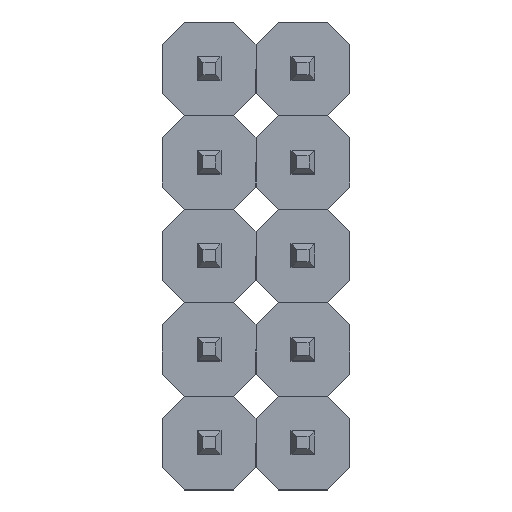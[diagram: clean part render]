
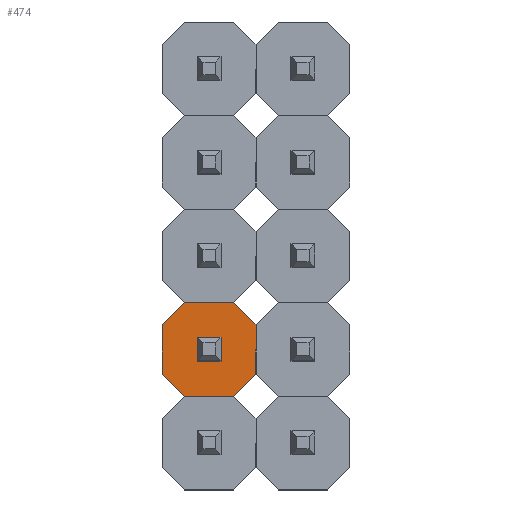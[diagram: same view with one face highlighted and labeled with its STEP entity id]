
A CAD part, top view. The second image highlights one B-rep face of the part: STEP entity #474.
In plain terms, the highlighted planar face has unit normal (0, 0, 1).
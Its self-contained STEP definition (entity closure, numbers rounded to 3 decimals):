
#34 = CARTESIAN_POINT ( 'NONE',  ( -1.94, -1.27, 2.5 ) ) ;
#50 = CARTESIAN_POINT ( 'NONE',  ( -1.59, 2.54, 2.5 ) ) ;
#105 = CARTESIAN_POINT ( 'NONE',  ( -0.6, -1.27, 2.5 ) ) ;
#158 = VECTOR ( 'NONE', #1757, 1000. ) ;
#183 = DIRECTION ( 'NONE',  ( 0., -1., 0. ) ) ;
#406 = EDGE_CURVE ( 'NONE', #2448, #888, #2331, .T. ) ;
#474 = ADVANCED_FACE ( 'NONE', ( #4675, #8780 ), #848, .F. ) ;
#497 = VERTEX_POINT ( 'NONE', #105 ) ;
#566 = LINE ( 'NONE', #6984, #1754 ) ;
#576 = EDGE_CURVE ( 'NONE', #3181, #497, #8984, .T. ) ;
#584 = LINE ( 'NONE', #643, #9999 ) ;
#643 = CARTESIAN_POINT ( 'NONE',  ( -1.94, -3.81, 2.5 ) ) ;
#687 = LINE ( 'NONE', #7098, #10080 ) ;
#744 = EDGE_CURVE ( 'NONE', #8607, #6161, #2220, .T. ) ;
#746 = DIRECTION ( 'NONE',  ( 0., 1., 0. ) ) ;
#848 = PLANE ( 'NONE',  #2999 ) ;
#880 = CARTESIAN_POINT ( 'NONE',  ( -2.54, -3.81, 2.5 ) ) ;
#888 = VERTEX_POINT ( 'NONE', #8276 ) ;
#891 = EDGE_CURVE ( 'NONE', #888, #7616, #9027, .T. ) ;
#901 = DIRECTION ( 'NONE',  ( -1., 0., 0. ) ) ;
#933 = DIRECTION ( 'NONE',  ( -0.707, -0.707, 0. ) ) ;
#942 = VECTOR ( 'NONE', #4435, 1000. ) ;
#1121 = EDGE_CURVE ( 'NONE', #1983, #10450, #6557, .T. ) ;
#1251 = ORIENTED_EDGE ( 'NONE', *, *, #406, .T. ) ;
#1754 = VECTOR ( 'NONE', #2215, 1000. ) ;
#1757 = DIRECTION ( 'NONE',  ( -0.707, 0.707, 0. ) ) ;
#1919 = VECTOR ( 'NONE', #10460, 1000. ) ;
#1983 = VERTEX_POINT ( 'NONE', #5845 ) ;
#1995 = ORIENTED_EDGE ( 'NONE', *, *, #3918, .T. ) ;
#2215 = DIRECTION ( 'NONE',  ( 0., 1., 0. ) ) ;
#2220 = LINE ( 'NONE', #4074, #9614 ) ;
#2288 = DIRECTION ( 'NONE',  ( 0.707, -0.707, 0. ) ) ;
#2331 = LINE ( 'NONE', #50, #6869 ) ;
#2448 = VERTEX_POINT ( 'NONE', #5230 ) ;
#2592 = CARTESIAN_POINT ( 'NONE',  ( -0.6, -1.27, 2.5 ) ) ;
#2617 = EDGE_CURVE ( 'NONE', #9168, #1983, #8492, .T. ) ;
#2691 = DIRECTION ( 'NONE',  ( 1., 0., 0. ) ) ;
#2725 = ORIENTED_EDGE ( 'NONE', *, *, #1121, .T. ) ;
#2999 = AXIS2_PLACEMENT_3D ( 'NONE', #3260, #6470, #901 ) ;
#3007 = EDGE_CURVE ( 'NONE', #6161, #3181, #566, .T. ) ;
#3181 = VERTEX_POINT ( 'NONE', #7842 ) ;
#3260 = CARTESIAN_POINT ( 'NONE',  ( 0., 2.54, 2.5 ) ) ;
#3494 = CARTESIAN_POINT ( 'NONE',  ( -2.54, -3.21, 2.5 ) ) ;
#3540 = ORIENTED_EDGE ( 'NONE', *, *, #7052, .T. ) ;
#3653 = EDGE_CURVE ( 'NONE', #10450, #5872, #584, .T. ) ;
#3746 = LINE ( 'NONE', #10229, #942 ) ;
#3857 = CARTESIAN_POINT ( 'NONE',  ( -1.94, -3.81, 2.5 ) ) ;
#3876 = ORIENTED_EDGE ( 'NONE', *, *, #3653, .T. ) ;
#3918 = EDGE_CURVE ( 'NONE', #497, #9168, #4143, .T. ) ;
#3922 = CARTESIAN_POINT ( 'NONE',  ( 0., -3.21, 2.5 ) ) ;
#3933 = ORIENTED_EDGE ( 'NONE', *, *, #891, .T. ) ;
#4074 = CARTESIAN_POINT ( 'NONE',  ( 0., -3.21, 2.5 ) ) ;
#4143 = LINE ( 'NONE', #8822, #1919 ) ;
#4282 = VECTOR ( 'NONE', #6282, 1000. ) ;
#4435 = DIRECTION ( 'NONE',  ( -1., 0., 0. ) ) ;
#4675 = FACE_BOUND ( 'NONE', #6870, .T. ) ;
#5067 = CARTESIAN_POINT ( 'NONE',  ( -2.54, -3.81, 2.5 ) ) ;
#5230 = CARTESIAN_POINT ( 'NONE',  ( -1.59, -2.86, 2.5 ) ) ;
#5614 = EDGE_LOOP ( 'NONE', ( #1995, #6372, #2725, #3876, #3540, #10104, #9002, #7619 ) ) ;
#5795 = CARTESIAN_POINT ( 'NONE',  ( -0.6, -3.81, 2.5 ) ) ;
#5845 = CARTESIAN_POINT ( 'NONE',  ( -2.54, -1.87, 2.5 ) ) ;
#5872 = VERTEX_POINT ( 'NONE', #3857 ) ;
#6161 = VERTEX_POINT ( 'NONE', #3922 ) ;
#6282 = DIRECTION ( 'NONE',  ( 1., 0., 0. ) ) ;
#6352 = LINE ( 'NONE', #880, #4282 ) ;
#6372 = ORIENTED_EDGE ( 'NONE', *, *, #2617, .T. ) ;
#6470 = DIRECTION ( 'NONE',  ( 0., 0., -1. ) ) ;
#6557 = LINE ( 'NONE', #5067, #8907 ) ;
#6869 = VECTOR ( 'NONE', #746, 1000. ) ;
#6870 = EDGE_LOOP ( 'NONE', ( #3933, #8385, #8953, #1251 ) ) ;
#6899 = EDGE_CURVE ( 'NONE', #7656, #2448, #3746, .T. ) ;
#6984 = CARTESIAN_POINT ( 'NONE',  ( 0., -3.81, 2.5 ) ) ;
#7052 = EDGE_CURVE ( 'NONE', #5872, #8607, #6352, .T. ) ;
#7098 = CARTESIAN_POINT ( 'NONE',  ( -0.95, 2.54, 2.5 ) ) ;
#7616 = VERTEX_POINT ( 'NONE', #9581 ) ;
#7619 = ORIENTED_EDGE ( 'NONE', *, *, #576, .T. ) ;
#7656 = VERTEX_POINT ( 'NONE', #8295 ) ;
#7842 = CARTESIAN_POINT ( 'NONE',  ( 0., -1.87, 2.5 ) ) ;
#7967 = DIRECTION ( 'NONE',  ( 0., -1., 0. ) ) ;
#8276 = CARTESIAN_POINT ( 'NONE',  ( -1.59, -2.22, 2.5 ) ) ;
#8295 = CARTESIAN_POINT ( 'NONE',  ( -0.95, -2.86, 2.5 ) ) ;
#8385 = ORIENTED_EDGE ( 'NONE', *, *, #9701, .T. ) ;
#8452 = CARTESIAN_POINT ( 'NONE',  ( -2.54, -1.87, 2.5 ) ) ;
#8492 = LINE ( 'NONE', #8452, #9405 ) ;
#8607 = VERTEX_POINT ( 'NONE', #5795 ) ;
#8780 = FACE_OUTER_BOUND ( 'NONE', #5614, .T. ) ;
#8822 = CARTESIAN_POINT ( 'NONE',  ( -2.54, -1.27, 2.5 ) ) ;
#8907 = VECTOR ( 'NONE', #183, 1000. ) ;
#8953 = ORIENTED_EDGE ( 'NONE', *, *, #6899, .T. ) ;
#8984 = LINE ( 'NONE', #2592, #158 ) ;
#9002 = ORIENTED_EDGE ( 'NONE', *, *, #3007, .T. ) ;
#9027 = LINE ( 'NONE', #9813, #9117 ) ;
#9117 = VECTOR ( 'NONE', #2691, 1000. ) ;
#9168 = VERTEX_POINT ( 'NONE', #34 ) ;
#9405 = VECTOR ( 'NONE', #933, 1000. ) ;
#9581 = CARTESIAN_POINT ( 'NONE',  ( -0.95, -2.22, 2.5 ) ) ;
#9614 = VECTOR ( 'NONE', #10190, 1000. ) ;
#9701 = EDGE_CURVE ( 'NONE', #7616, #7656, #687, .T. ) ;
#9813 = CARTESIAN_POINT ( 'NONE',  ( 0., -2.22, 2.5 ) ) ;
#9999 = VECTOR ( 'NONE', #2288, 1000. ) ;
#10080 = VECTOR ( 'NONE', #7967, 1000. ) ;
#10104 = ORIENTED_EDGE ( 'NONE', *, *, #744, .T. ) ;
#10190 = DIRECTION ( 'NONE',  ( 0.707, 0.707, 0. ) ) ;
#10229 = CARTESIAN_POINT ( 'NONE',  ( 0., -2.86, 2.5 ) ) ;
#10450 = VERTEX_POINT ( 'NONE', #3494 ) ;
#10460 = DIRECTION ( 'NONE',  ( -1., 0., 0. ) ) ;
